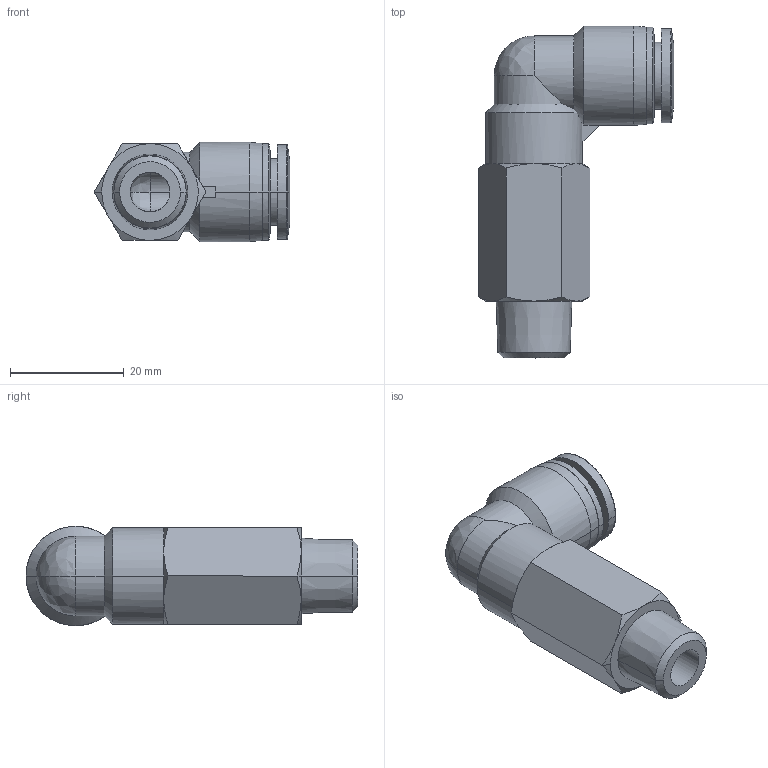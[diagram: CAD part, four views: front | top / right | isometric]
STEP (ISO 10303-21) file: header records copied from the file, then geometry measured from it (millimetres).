
FILE_DESCRIPTION (( 'STEP AP214' ), '1' );
FILE_NAME ('MEL10M-14R.step', '2016-02-24T20:42:12', ( '' ), ( '' ), 'SwSTEP 2.0', 'SolidWorks 2015', '' );
FILE_SCHEMA (( 'AUTOMOTIVE_DESIGN' ));
Length unit declared in the file: inch
Products named in the file (1): MEL10M-14R
Bounding box: 34.41 x 58.45 x 17.5 mm (x, y, z)
Volume: 11541.5 mm3; surface area: 6214.9 mm2
Topology: 1 solids, 1 shells, 71 faces, 166 edges, 98 vertices
Faces by surface type: cone 27, cylinder 20, plane 16, bspline 6, torus 2
Entity records: 4769 total; most frequent: CARTESIAN_POINT 2345, ORIENTED_EDGE 324, DIRECTION 265, EDGE_CURVE 162, AXIS2_PLACEMENT_3D 111, VERTEX_POINT 98, EDGE_LOOP 78, UNCERTAINTY_MEASURE_WITH_UNIT 74
